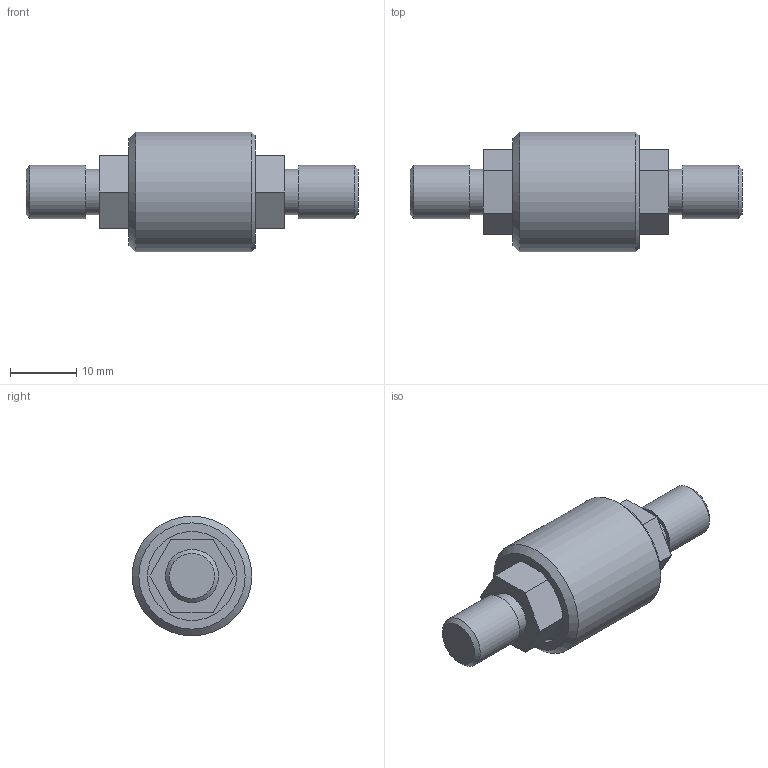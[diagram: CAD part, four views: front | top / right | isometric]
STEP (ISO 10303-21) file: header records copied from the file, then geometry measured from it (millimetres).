
FILE_DESCRIPTION(/* description */ (''),/* implementation_level */ '2;1');
FILE_NAME(/* name */ '',/* time_stamp */ '2020-07-28T20:03:19+08:00',/* author */ (''),/* organization */ (''),/* preprocessor_version */ 'ST-DEVELOPER v15',/* originating_system */ 'SIEMENS PLM Software NX 8.5',/* authorisation */ '');
FILE_SCHEMA (('AUTOMOTIVE_DESIGN { 1 0 10303 214 3 1 1 1 }'));
Length unit declared in the file: millimetre
Products named in the file (1): Admi568CF6906h65
Bounding box: 50 x 18 x 18 mm (x, y, z)
Volume: 6749.7 mm3; surface area: 2528.8 mm2
Topology: 1 solids, 1 shells, 31 faces, 62 edges, 40 vertices
Faces by surface type: plane 21, cylinder 6, cone 4
Full cylindrical faces by diameter (mm): 6.8 x2, 8 x2, 13.4 x1, 18 x1
Entity records: 782 total; most frequent: DIRECTION 132, CARTESIAN_POINT 124, ORIENTED_EDGE 104, EDGE_CURVE 52, EDGE_LOOP 48, AXIS2_PLACEMENT_3D 48, VERTEX_POINT 40, LINE 36
